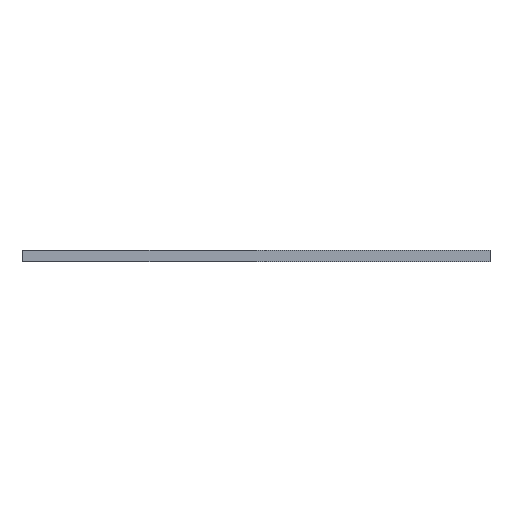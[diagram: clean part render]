
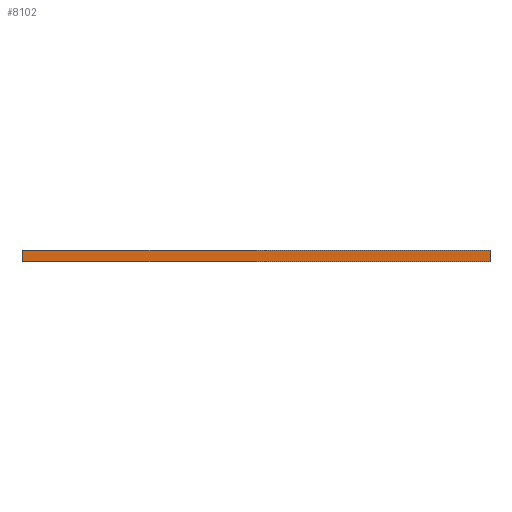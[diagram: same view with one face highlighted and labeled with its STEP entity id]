
A CAD part, front view. The second image highlights one B-rep face of the part: STEP entity #8102.
In plain terms, the highlighted planar face has unit normal (0, -1, 0).
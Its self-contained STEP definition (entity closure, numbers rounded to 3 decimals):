
#868=FACE_OUTER_BOUND('',#1266,.T.);
#1266=EDGE_LOOP('',(#6651,#6652,#6653,#6654));
#2190=LINE('',#13442,#3090);
#2191=LINE('',#13445,#3091);
#2192=LINE('',#13447,#3092);
#2193=LINE('',#13448,#3093);
#3090=VECTOR('',#11062,10.);
#3091=VECTOR('',#11065,10.);
#3092=VECTOR('',#11066,10.);
#3093=VECTOR('',#11067,10.);
#3884=VERTEX_POINT('',#13436);
#3886=VERTEX_POINT('',#13440);
#3887=VERTEX_POINT('',#13444);
#3888=VERTEX_POINT('',#13446);
#5070=EDGE_CURVE('',#3884,#3886,#2190,.T.);
#5071=EDGE_CURVE('',#3884,#3887,#2191,.T.);
#5072=EDGE_CURVE('',#3888,#3886,#2192,.T.);
#5073=EDGE_CURVE('',#3887,#3888,#2193,.T.);
#6651=ORIENTED_EDGE('',*,*,#5071,.F.);
#6652=ORIENTED_EDGE('',*,*,#5070,.T.);
#6653=ORIENTED_EDGE('',*,*,#5072,.F.);
#6654=ORIENTED_EDGE('',*,*,#5073,.F.);
#7704=PLANE('',#8802);
#8102=ADVANCED_FACE('',(#868),#7704,.T.);
#8802=AXIS2_PLACEMENT_3D('',#13443,#11063,#11064);
#11062=DIRECTION('',(0.,0.,1.));
#11063=DIRECTION('center_axis',(0.,-1.,0.));
#11064=DIRECTION('ref_axis',(1.,0.,0.));
#11065=DIRECTION('',(-1.,0.,0.));
#11066=DIRECTION('',(1.,0.,0.));
#11067=DIRECTION('',(0.,0.,1.));
#13436=CARTESIAN_POINT('',(59.425,-96.725,0.));
#13440=CARTESIAN_POINT('',(59.425,-96.725,1.5));
#13442=CARTESIAN_POINT('',(59.425,-96.725,0.));
#13443=CARTESIAN_POINT('Origin',(-0.475,-96.725,0.));
#13444=CARTESIAN_POINT('',(-0.475,-96.725,0.));
#13445=CARTESIAN_POINT('',(59.425,-96.725,0.));
#13446=CARTESIAN_POINT('',(-0.475,-96.725,1.5));
#13447=CARTESIAN_POINT('',(59.425,-96.725,1.5));
#13448=CARTESIAN_POINT('',(-0.475,-96.725,0.));
